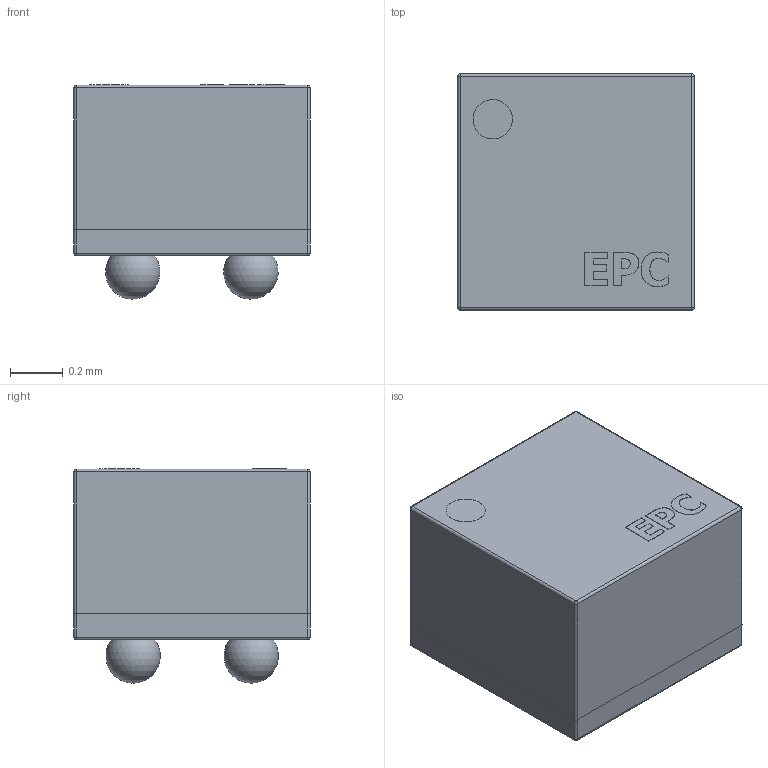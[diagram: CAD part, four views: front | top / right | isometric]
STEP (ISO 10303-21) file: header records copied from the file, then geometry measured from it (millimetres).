
FILE_DESCRIPTION(/* description */ (''),/* implementation_level */ '2;1');
FILE_NAME(/* name */ 'FPGA4.stp',/* time_stamp */ '2019-12-12T18:32:35+02:00',/* author */ ('khaled'),/* organization */ (''),/* preprocessor_version */ 'ST-DEVELOPER v17.2',/* originating_system */ 'Autodesk Inventor 2019',/* authorisation */ '');
FILE_SCHEMA (('AUTOMOTIVE_DESIGN { 1 0 10303 214 3 1 1 }'));
Products named in the file (6): WLP_9; BGA_body; BGA_Ball; circle; top; EPC
Assembly tree (8 placements, depth 2):
  WLP_9
    BGA_body
    BGA_Ball  x4
    circle
    top
    EPC
Bounding box: 0.9 x 0.9 x 0.82 mm (x, y, z)
Volume: 0.5 mm3; surface area: 6.1 mm2
Topology: 10 solids, 10 shells, 101 faces, 235 edges, 150 vertices
Faces by surface type: plane 48, bspline 24, cylinder 17, sphere 12
Full cylindrical faces by diameter (mm): 0.15 x1
Entity records: 3092 total; most frequent: CARTESIAN_POINT 784, ORIENTED_EDGE 444, DIRECTION 381, EDGE_CURVE 222, VERTEX_POINT 141, LINE 137, VECTOR 137, AXIS2_PLACEMENT_3D 122
